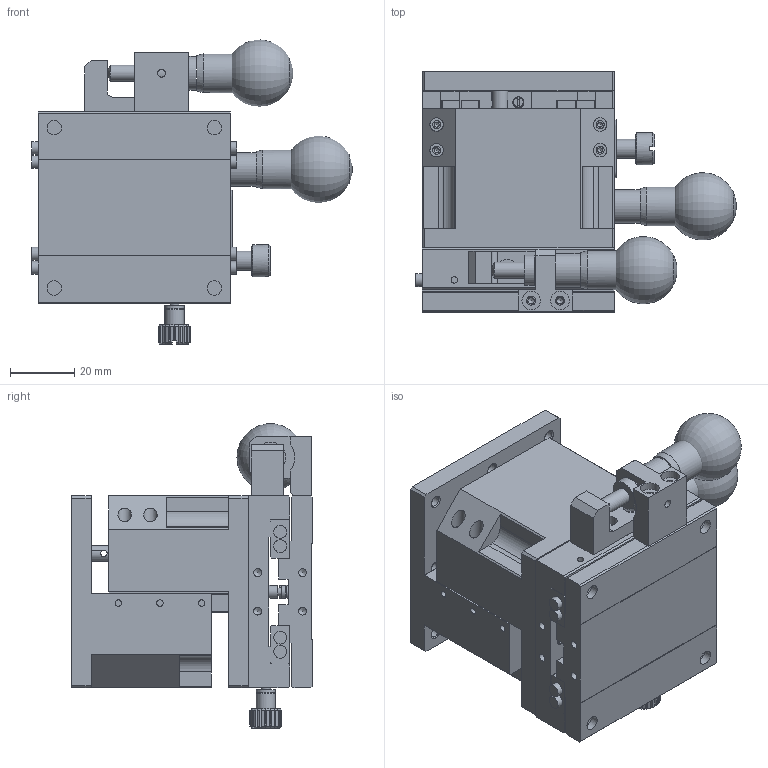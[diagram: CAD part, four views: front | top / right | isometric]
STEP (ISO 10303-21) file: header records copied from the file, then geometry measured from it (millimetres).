
FILE_DESCRIPTION (( 'STEP AP203' ), '1' );
FILE_NAME ('528895.STEP', '2024-11-13T04:07:35', ( 'Windows User' ), ( 'P R C' ), 'SwSTEP 2.0', 'SolidWorks 2020', '' );
FILE_SCHEMA (( 'CONFIG_CONTROL_DESIGN' ));
Length unit declared in the file: millimetre
Products named in the file (1): 528895
Bounding box: 99.98 x 75 x 94.9 mm (x, y, z)
Surface area: 78803 mm2 (no closed solid volume)
Topology: 0 solids, 228 shells, 4665 faces, 10212 edges, 5759 vertices
Faces by surface type: bspline 2883, cylinder 1056, plane 425, cone 299, torus 2
Full cylindrical faces by diameter (mm): 1.567 x14, 2 x3, 2.013 x29, 2.459 x29, 2.5 x16, 2.8 x4, 3 x2, 3.2 x15, 3.242 x16, 3.4 x4, 4 x20, 4.2 x4, 4.4 x8, 4.5 x8, 5 x5, 5.8 x2, 6 x16, 7.5 x2, 8 x4, 8.886 x1, 9 x2, 9.5 x5, 10 x1, 10.5 x2, 12.034 x2, 14.917 x2
Entity records: 188232 total; most frequent: CARTESIAN_POINT 121758, ORIENTED_EDGE 18711, EDGE_CURVE 9748, DIRECTION 6672, VERTEX_POINT 5644, EDGE_LOOP 5197, FACE_OUTER_BOUND 4881, ADVANCED_FACE 4665
